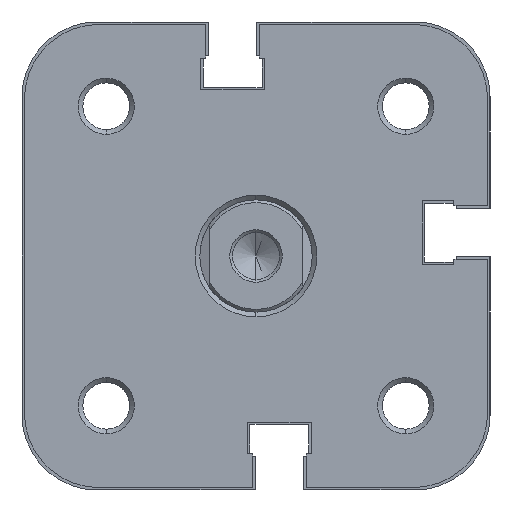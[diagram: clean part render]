
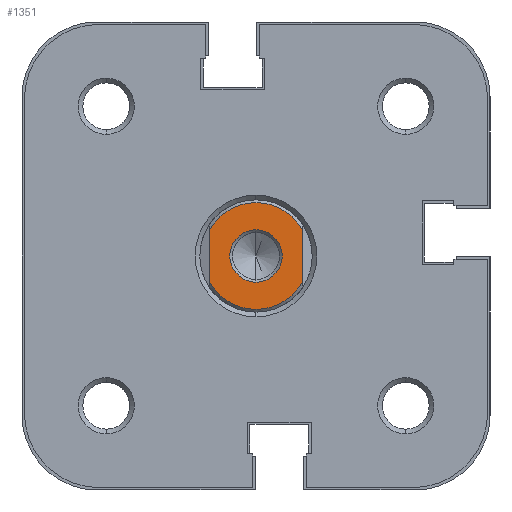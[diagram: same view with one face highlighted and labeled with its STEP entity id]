
A CAD part, left-side view. The second image highlights one B-rep face of the part: STEP entity #1351.
In plain terms, the highlighted face is planar.
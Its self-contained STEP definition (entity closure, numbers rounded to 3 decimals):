
#253 = EDGE_CURVE ( 'NONE', #2562, #2561, #5446, .T. ) ;
#303 = EDGE_CURVE ( 'NONE', #2639, #2635, #5513, .T. ) ;
#304 = EDGE_CURVE ( 'NONE', #2561, #2562, #5517, .T. ) ;
#305 = EDGE_CURVE ( 'NONE', #2633, #2637, #5520, .T. ) ;
#306 = EDGE_CURVE ( 'NONE', #2633, #2635, #5507, .T. ) ;
#307 = EDGE_CURVE ( 'NONE', #2639, #2637, #5523, .T. ) ;
#627 = AXIS2_PLACEMENT_3D ( 'NONE', #3788, #3791, #3792 ) ;
#641 = AXIS2_PLACEMENT_3D ( 'NONE', #4032, #4035, #4036 ) ;
#643 = AXIS2_PLACEMENT_3D ( 'NONE', #4009, #4028, #4030 ) ;
#645 = AXIS2_PLACEMENT_3D ( 'NONE', #4026, #4041, #4043 ) ;
#755 = AXIS2_PLACEMENT_3D ( 'NONE', #2255, #2271, #2273 ) ;
#1180 = ORIENTED_EDGE ( 'NONE', *, *, #304, .T. ) ;
#1188 = ORIENTED_EDGE ( 'NONE', *, *, #307, .F. ) ;
#1296 = ORIENTED_EDGE ( 'NONE', *, *, #253, .T. ) ;
#1301 = ORIENTED_EDGE ( 'NONE', *, *, #306, .F. ) ;
#1329 = ORIENTED_EDGE ( 'NONE', *, *, #305, .T. ) ;
#1330 = ORIENTED_EDGE ( 'NONE', *, *, #303, .T. ) ;
#1351 = ADVANCED_FACE ( 'NONE', ( #3783, #3776 ), #2268, .F. ) ;
#2255 = CARTESIAN_POINT ( 'NONE',  ( 376.5, 6., 0. ) ) ;
#2268 = PLANE ( 'NONE',  #755 ) ;
#2271 = DIRECTION ( 'NONE',  ( -1., 0., 0. ) ) ;
#2273 = DIRECTION ( 'NONE',  ( 0., -1., 0. ) ) ;
#2561 = VERTEX_POINT ( 'NONE', #6352 ) ;
#2562 = VERTEX_POINT ( 'NONE', #6354 ) ;
#2633 = VERTEX_POINT ( 'NONE', #6425 ) ;
#2635 = VERTEX_POINT ( 'NONE', #6426 ) ;
#2637 = VERTEX_POINT ( 'NONE', #6428 ) ;
#2639 = VERTEX_POINT ( 'NONE', #6429 ) ;
#3776 = FACE_OUTER_BOUND ( 'NONE', #4790, .T. ) ;
#3783 = FACE_BOUND ( 'NONE', #4785, .T. ) ;
#3788 = CARTESIAN_POINT ( 'NONE',  ( 376.5, 0., 0. ) ) ;
#3791 = DIRECTION ( 'NONE',  ( -1., 0., 0. ) ) ;
#3792 = DIRECTION ( 'NONE',  ( 0., -1., 0. ) ) ;
#4009 = CARTESIAN_POINT ( 'NONE',  ( 376.5, 0., 0. ) ) ;
#4026 = CARTESIAN_POINT ( 'NONE',  ( 376.5, 0., 0. ) ) ;
#4028 = DIRECTION ( 'NONE',  ( 1., 0., 0. ) ) ;
#4030 = DIRECTION ( 'NONE',  ( 0., -1., 0. ) ) ;
#4032 = CARTESIAN_POINT ( 'NONE',  ( 376.5, 0., 0. ) ) ;
#4035 = DIRECTION ( 'NONE',  ( -1., 0., 0. ) ) ;
#4036 = DIRECTION ( 'NONE',  ( 0., -1., 0. ) ) ;
#4041 = DIRECTION ( 'NONE',  ( 1., 0., 0. ) ) ;
#4043 = DIRECTION ( 'NONE',  ( 0., -1., 0. ) ) ;
#4045 = CARTESIAN_POINT ( 'NONE',  ( 376.5, -5., 3.317 ) ) ;
#4047 = DIRECTION ( 'NONE',  ( 0., 0., 1. ) ) ;
#4050 = CARTESIAN_POINT ( 'NONE',  ( 376.5, 5., 3.317 ) ) ;
#4052 = DIRECTION ( 'NONE',  ( 0., 0., -1. ) ) ;
#4785 = EDGE_LOOP ( 'NONE', ( #1296, #1180 ) ) ;
#4790 = EDGE_LOOP ( 'NONE', ( #1301, #1329, #1188, #1330 ) ) ;
#5446 = CIRCLE ( 'NONE', #627, 2.8 ) ;
#5507 = LINE ( 'NONE', #4045, #5515 ) ;
#5513 = CIRCLE ( 'NONE', #643, 5.7 ) ;
#5515 = VECTOR ( 'NONE', #4047, 1000. ) ;
#5517 = CIRCLE ( 'NONE', #641, 2.8 ) ;
#5520 = CIRCLE ( 'NONE', #645, 5.7 ) ;
#5523 = LINE ( 'NONE', #4050, #5525 ) ;
#5525 = VECTOR ( 'NONE', #4052, 1000. ) ;
#6352 = CARTESIAN_POINT ( 'NONE',  ( 376.5, 0., 2.8 ) ) ;
#6354 = CARTESIAN_POINT ( 'NONE',  ( 376.5, 0., -2.8 ) ) ;
#6425 = CARTESIAN_POINT ( 'NONE',  ( 376.5, -5., -2.737 ) ) ;
#6426 = CARTESIAN_POINT ( 'NONE',  ( 376.5, -5., 2.737 ) ) ;
#6428 = CARTESIAN_POINT ( 'NONE',  ( 376.5, 5., -2.737 ) ) ;
#6429 = CARTESIAN_POINT ( 'NONE',  ( 376.5, 5., 2.737 ) ) ;
